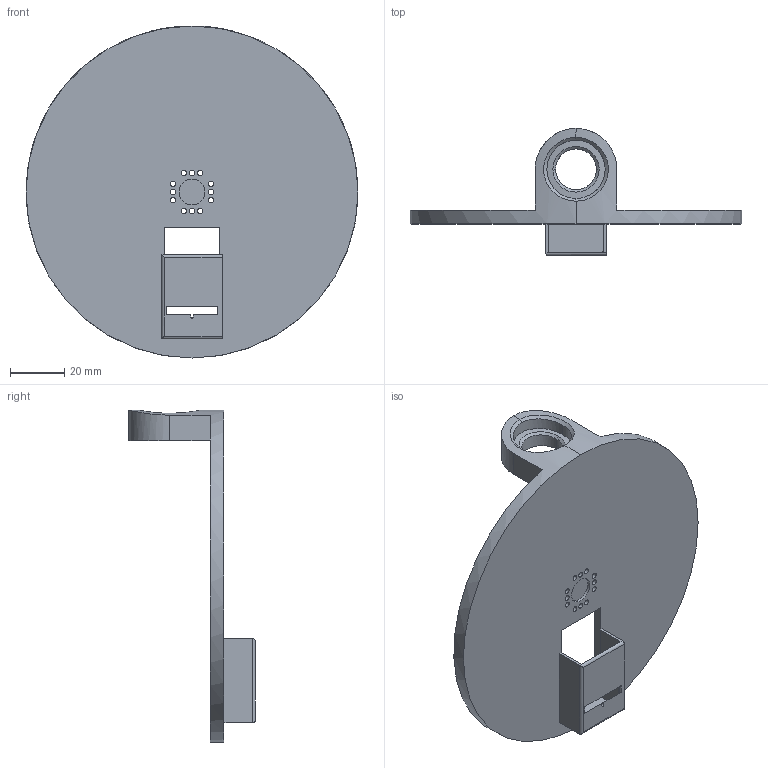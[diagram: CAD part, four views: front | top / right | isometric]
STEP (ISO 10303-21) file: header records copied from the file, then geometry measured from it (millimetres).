
FILE_DESCRIPTION (( 'STEP AP214' ), '1' );
FILE_NAME ('base.STEP', '2026-01-08T21:58:53', ( '' ), ( '' ), 'SwSTEP 2.0', 'SolidWorks 2025', '' );
FILE_SCHEMA (( 'AUTOMOTIVE_DESIGN' ));
Length unit declared in the file: millimetre
Products named in the file (1): base
Bounding box: 122 x 46.5 x 122 mm (x, y, z)
Volume: 61012.7 mm3; surface area: 29843.5 mm2
Topology: 2 solids, 2 shells, 81 faces, 218 edges, 141 vertices
Faces by surface type: cylinder 38, plane 35, bspline 6, cone 2
Entity records: 5979 total; most frequent: CARTESIAN_POINT 3865, ORIENTED_EDGE 436, DIRECTION 414, EDGE_CURVE 218, AXIS2_PLACEMENT_3D 147, VERTEX_POINT 141, VECTOR 120, LINE 120
